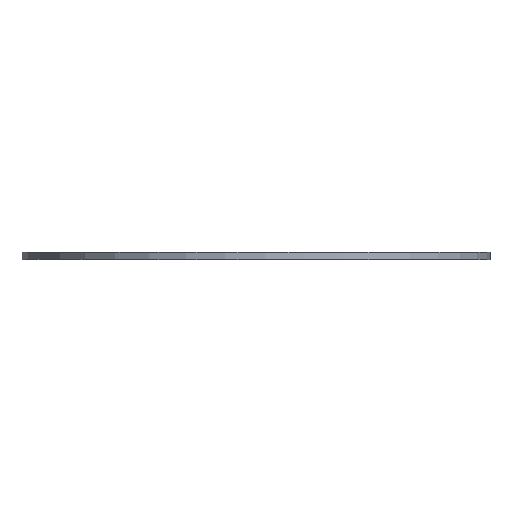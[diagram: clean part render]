
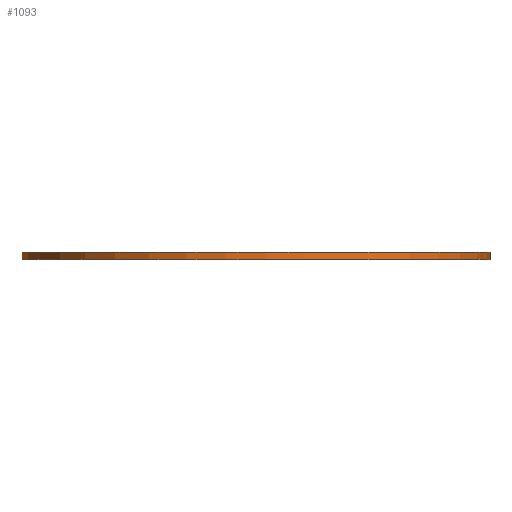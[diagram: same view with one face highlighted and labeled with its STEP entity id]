
A CAD part, top view. The second image highlights one B-rep face of the part: STEP entity #1093.
In plain terms, the highlighted cylindrical face has radius 32.9 mm (diameter 65.8 mm), a partial arc.
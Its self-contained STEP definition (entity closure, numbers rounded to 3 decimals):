
#35 = ORIENTED_EDGE ( 'NONE', *, *, #1586, .F. ) ;
#82 = EDGE_LOOP ( 'NONE', ( #1489, #570, #35, #1581 ) ) ;
#213 = CARTESIAN_POINT ( 'NONE',  ( -31.721, 0., -8.73 ) ) ;
#427 = CARTESIAN_POINT ( 'NONE',  ( 28.627, 0., -16.215 ) ) ;
#434 = EDGE_CURVE ( 'NONE', #1226, #1503, #619, .T. ) ;
#450 = DIRECTION ( 'NONE',  ( 0., -1., 0. ) ) ;
#452 = DIRECTION ( 'NONE',  ( 0., 0., 1. ) ) ;
#474 = DIRECTION ( 'NONE',  ( 0., 1., 0. ) ) ;
#479 = CARTESIAN_POINT ( 'NONE',  ( 28.627, 1., -16.215 ) ) ;
#488 = FACE_OUTER_BOUND ( 'NONE', #82, .T. ) ;
#498 = CIRCLE ( 'NONE', #1596, 32.9 ) ;
#548 = CARTESIAN_POINT ( 'NONE',  ( 0., 1., 0. ) ) ;
#570 = ORIENTED_EDGE ( 'NONE', *, *, #686, .F. ) ;
#595 = CARTESIAN_POINT ( 'NONE',  ( -31.721, -0.001, -8.73 ) ) ;
#619 = LINE ( 'NONE', #595, #1599 ) ;
#624 = CARTESIAN_POINT ( 'NONE',  ( 0., 0., 0. ) ) ;
#640 = DIRECTION ( 'NONE',  ( 0., 1., 0. ) ) ;
#684 = DIRECTION ( 'NONE',  ( 0., -1., 0. ) ) ;
#686 = EDGE_CURVE ( 'NONE', #1792, #1016, #1102, .T. ) ;
#834 = DIRECTION ( 'NONE',  ( 0., 0., 1. ) ) ;
#893 = DIRECTION ( 'NONE',  ( 0., 0., -1. ) ) ;
#979 = AXIS2_PLACEMENT_3D ( 'NONE', #1213, #450, #893 ) ;
#1016 = VERTEX_POINT ( 'NONE', #427 ) ;
#1093 = ADVANCED_FACE ( 'NONE', ( #488 ), #1349, .T. ) ;
#1102 = LINE ( 'NONE', #1429, #1325 ) ;
#1213 = CARTESIAN_POINT ( 'NONE',  ( 0., 1., 0. ) ) ;
#1226 = VERTEX_POINT ( 'NONE', #213 ) ;
#1261 = AXIS2_PLACEMENT_3D ( 'NONE', #548, #1293, #834 ) ;
#1293 = DIRECTION ( 'NONE',  ( 0., 1., 0. ) ) ;
#1297 = EDGE_CURVE ( 'NONE', #1226, #1016, #498, .T. ) ;
#1325 = VECTOR ( 'NONE', #684, 1000. ) ;
#1349 = CYLINDRICAL_SURFACE ( 'NONE', #979, 32.9 ) ;
#1429 = CARTESIAN_POINT ( 'NONE',  ( 28.627, 1., -16.215 ) ) ;
#1489 = ORIENTED_EDGE ( 'NONE', *, *, #1297, .T. ) ;
#1503 = VERTEX_POINT ( 'NONE', #1864 ) ;
#1581 = ORIENTED_EDGE ( 'NONE', *, *, #434, .F. ) ;
#1586 = EDGE_CURVE ( 'NONE', #1503, #1792, #1935, .T. ) ;
#1596 = AXIS2_PLACEMENT_3D ( 'NONE', #624, #474, #452 ) ;
#1599 = VECTOR ( 'NONE', #640, 1000. ) ;
#1792 = VERTEX_POINT ( 'NONE', #479 ) ;
#1864 = CARTESIAN_POINT ( 'NONE',  ( -31.721, 1., -8.73 ) ) ;
#1935 = CIRCLE ( 'NONE', #1261, 32.9 ) ;
